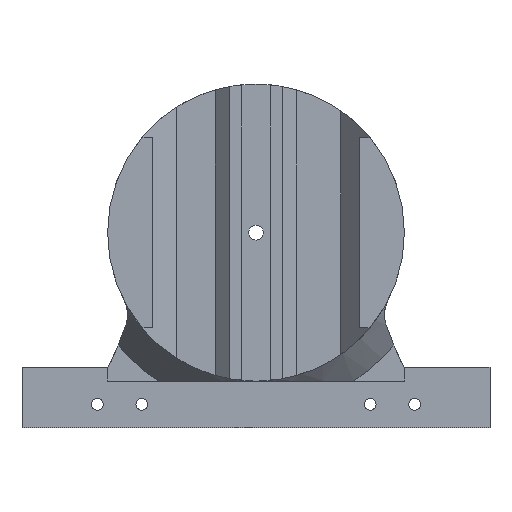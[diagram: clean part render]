
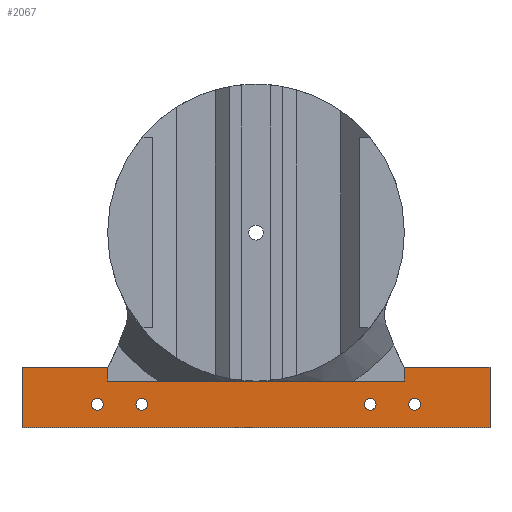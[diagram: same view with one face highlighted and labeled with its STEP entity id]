
A CAD part, front view. The second image highlights one B-rep face of the part: STEP entity #2067.
In plain terms, the highlighted planar face has unit normal (0, -1, 0).
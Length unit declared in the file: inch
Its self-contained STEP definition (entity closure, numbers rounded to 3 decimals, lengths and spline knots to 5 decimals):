
#27 = ORIENTED_EDGE ( 'NONE', *, *, #118, .T. ) ;
#40 = DIRECTION ( 'NONE',  ( 1., 0., 0. ) ) ;
#54 = DIRECTION ( 'NONE',  ( 0., 1., 0. ) ) ;
#92 = CARTESIAN_POINT ( 'NONE',  ( 0., 2.8937, 0. ) ) ;
#101 = VECTOR ( 'NONE', #108, 39.37008 ) ;
#104 = CIRCLE ( 'NONE', #404, 0.09843 ) ;
#108 = DIRECTION ( 'NONE',  ( -1., 0., 0. ) ) ;
#118 = EDGE_CURVE ( 'NONE', #2100, #1648, #2115, .T. ) ;
#139 = AXIS2_PLACEMENT_3D ( 'NONE', #300, #1225, #2381 ) ;
#184 = EDGE_CURVE ( 'NONE', #2363, #581, #888, .T. ) ;
#185 = CARTESIAN_POINT ( 'NONE',  ( 2.67309, 2.8937, -2.79528 ) ) ;
#208 = CARTESIAN_POINT ( 'NONE',  ( 3.94095, 2.8937, -2.5 ) ) ;
#209 = VERTEX_POINT ( 'NONE', #693 ) ;
#212 = CIRCLE ( 'NONE', #839, 0.09843 ) ;
#232 = FACE_BOUND ( 'NONE', #1671, .T. ) ;
#237 = ORIENTED_EDGE ( 'NONE', *, *, #833, .F. ) ;
#274 = VERTEX_POINT ( 'NONE', #1407 ) ;
#278 = DIRECTION ( 'NONE',  ( 0., 1., 0. ) ) ;
#290 = CARTESIAN_POINT ( 'NONE',  ( -1.92309, 2.8937, -2.99213 ) ) ;
#292 = DIRECTION ( 'NONE',  ( 0., 0., 1. ) ) ;
#295 = VECTOR ( 'NONE', #1114, 39.37008 ) ;
#300 = CARTESIAN_POINT ( 'NONE',  ( -1.92309, 2.8937, -2.8937 ) ) ;
#311 = CARTESIAN_POINT ( 'NONE',  ( 1.92309, 2.8937, -2.8937 ) ) ;
#328 = CIRCLE ( 'NONE', #139, 0.09843 ) ;
#337 = DIRECTION ( 'NONE',  ( 0., 1., 0. ) ) ;
#350 = DIRECTION ( 'NONE',  ( 0., 0., -1. ) ) ;
#404 = AXIS2_PLACEMENT_3D ( 'NONE', #1040, #278, #882 ) ;
#436 = FACE_BOUND ( 'NONE', #1921, .T. ) ;
#446 = DIRECTION ( 'NONE',  ( 0., 0., -1. ) ) ;
#449 = CARTESIAN_POINT ( 'NONE',  ( -2.49419, 2.8937, -2.27 ) ) ;
#483 = AXIS2_PLACEMENT_3D ( 'NONE', #92, #1909, #1936 ) ;
#488 = CARTESIAN_POINT ( 'NONE',  ( -3.94095, 2.8937, -2.27 ) ) ;
#503 = DIRECTION ( 'NONE',  ( 0., 0., -1. ) ) ;
#509 = AXIS2_PLACEMENT_3D ( 'NONE', #1082, #1461, #350 ) ;
#581 = VERTEX_POINT ( 'NONE', #2180 ) ;
#585 = EDGE_CURVE ( 'NONE', #1706, #1419, #894, .T. ) ;
#616 = VECTOR ( 'NONE', #503, 39.37008 ) ;
#617 = CARTESIAN_POINT ( 'NONE',  ( 2.67309, 2.8937, -2.8937 ) ) ;
#628 = CARTESIAN_POINT ( 'NONE',  ( 0., 2.8937, -2.27 ) ) ;
#670 = VERTEX_POINT ( 'NONE', #1296 ) ;
#693 = CARTESIAN_POINT ( 'NONE',  ( 2.67309, 2.8937, -2.99213 ) ) ;
#712 = AXIS2_PLACEMENT_3D ( 'NONE', #1597, #1953, #1806 ) ;
#734 = ORIENTED_EDGE ( 'NONE', *, *, #1437, .T. ) ;
#744 = ORIENTED_EDGE ( 'NONE', *, *, #1548, .T. ) ;
#751 = ORIENTED_EDGE ( 'NONE', *, *, #2007, .F. ) ;
#781 = DIRECTION ( 'NONE',  ( -1., 0., 0. ) ) ;
#791 = CARTESIAN_POINT ( 'NONE',  ( 2.67309, 2.8937, -2.8937 ) ) ;
#833 = EDGE_CURVE ( 'NONE', #2211, #1648, #1378, .T. ) ;
#839 = AXIS2_PLACEMENT_3D ( 'NONE', #617, #1716, #1001 ) ;
#853 = DIRECTION ( 'NONE',  ( 0., 1., 0. ) ) ;
#882 = DIRECTION ( 'NONE',  ( 0., 0., -1. ) ) ;
#888 = LINE ( 'NONE', #1790, #616 ) ;
#894 = CIRCLE ( 'NONE', #2264, 0.09843 ) ;
#961 = DIRECTION ( 'NONE',  ( 0., 0., 1. ) ) ;
#973 = CARTESIAN_POINT ( 'NONE',  ( -2.49419, 2.8937, -2.25 ) ) ;
#978 = EDGE_LOOP ( 'NONE', ( #1982, #1834 ) ) ;
#1001 = DIRECTION ( 'NONE',  ( 0., 0., 1. ) ) ;
#1031 = CARTESIAN_POINT ( 'NONE',  ( 1.92309, 2.8937, -2.99213 ) ) ;
#1040 = CARTESIAN_POINT ( 'NONE',  ( -2.67309, 2.8937, -2.8937 ) ) ;
#1067 = ORIENTED_EDGE ( 'NONE', *, *, #1307, .T. ) ;
#1073 = CARTESIAN_POINT ( 'NONE',  ( -3.94095, 2.8937, -3.2874 ) ) ;
#1082 = CARTESIAN_POINT ( 'NONE',  ( -2.67309, 2.8937, -2.8937 ) ) ;
#1099 = ORIENTED_EDGE ( 'NONE', *, *, #1932, .F. ) ;
#1114 = DIRECTION ( 'NONE',  ( 0., 0., -1. ) ) ;
#1142 = CARTESIAN_POINT ( 'NONE',  ( 0., 2.8937, -2.27 ) ) ;
#1146 = VECTOR ( 'NONE', #781, 39.37008 ) ;
#1148 = VERTEX_POINT ( 'NONE', #1181 ) ;
#1155 = EDGE_CURVE ( 'NONE', #1289, #1148, #2327, .T. ) ;
#1168 = ORIENTED_EDGE ( 'NONE', *, *, #1155, .F. ) ;
#1170 = FACE_OUTER_BOUND ( 'NONE', #1471, .T. ) ;
#1181 = CARTESIAN_POINT ( 'NONE',  ( 3.94095, 2.8937, -3.2874 ) ) ;
#1189 = CARTESIAN_POINT ( 'NONE',  ( -3.94095, 2.8937, -2.27 ) ) ;
#1199 = PLANE ( 'NONE',  #483 ) ;
#1210 = FACE_BOUND ( 'NONE', #2387, .T. ) ;
#1216 = CARTESIAN_POINT ( 'NONE',  ( -2.67309, 2.8937, -2.99213 ) ) ;
#1223 = CARTESIAN_POINT ( 'NONE',  ( 3.94095, 2.8937, -2.27 ) ) ;
#1225 = DIRECTION ( 'NONE',  ( 0., 1., 0. ) ) ;
#1266 = CARTESIAN_POINT ( 'NONE',  ( 3.94095, 2.8937, -2.27 ) ) ;
#1283 = ORIENTED_EDGE ( 'NONE', *, *, #1578, .T. ) ;
#1287 = EDGE_CURVE ( 'NONE', #1638, #670, #1957, .T. ) ;
#1289 = VERTEX_POINT ( 'NONE', #1266 ) ;
#1296 = CARTESIAN_POINT ( 'NONE',  ( -2.67309, 2.8937, -2.79528 ) ) ;
#1304 = ORIENTED_EDGE ( 'NONE', *, *, #1968, .F. ) ;
#1307 = EDGE_CURVE ( 'NONE', #1419, #1706, #1415, .T. ) ;
#1357 = LINE ( 'NONE', #1142, #1146 ) ;
#1378 = LINE ( 'NONE', #1189, #1857 ) ;
#1388 = CIRCLE ( 'NONE', #712, 0.09843 ) ;
#1407 = CARTESIAN_POINT ( 'NONE',  ( -2.49419, 2.8937, -2.5 ) ) ;
#1415 = CIRCLE ( 'NONE', #2074, 0.09843 ) ;
#1419 = VERTEX_POINT ( 'NONE', #1489 ) ;
#1428 = CARTESIAN_POINT ( 'NONE',  ( 1.92309, 2.8937, -2.8937 ) ) ;
#1437 = EDGE_CURVE ( 'NONE', #1289, #2363, #1357, .T. ) ;
#1461 = DIRECTION ( 'NONE',  ( 0., 1., 0. ) ) ;
#1469 = LINE ( 'NONE', #2410, #1501 ) ;
#1471 = EDGE_LOOP ( 'NONE', ( #1168, #734, #1940, #751, #1304, #27, #237, #1099 ) ) ;
#1488 = ORIENTED_EDGE ( 'NONE', *, *, #585, .T. ) ;
#1489 = CARTESIAN_POINT ( 'NONE',  ( 1.92309, 2.8937, -2.79528 ) ) ;
#1492 = CARTESIAN_POINT ( 'NONE',  ( 2.49419, 2.8937, -2.27 ) ) ;
#1501 = VECTOR ( 'NONE', #1898, 39.37008 ) ;
#1548 = EDGE_CURVE ( 'NONE', #1812, #209, #212, .T. ) ;
#1551 = FACE_BOUND ( 'NONE', #978, .T. ) ;
#1567 = EDGE_CURVE ( 'NONE', #209, #1812, #2185, .T. ) ;
#1578 = EDGE_CURVE ( 'NONE', #670, #1638, #104, .T. ) ;
#1597 = CARTESIAN_POINT ( 'NONE',  ( -1.92309, 2.8937, -2.8937 ) ) ;
#1618 = EDGE_CURVE ( 'NONE', #2010, #2162, #1388, .T. ) ;
#1638 = VERTEX_POINT ( 'NONE', #1216 ) ;
#1648 = VERTEX_POINT ( 'NONE', #488 ) ;
#1671 = EDGE_LOOP ( 'NONE', ( #744, #1846 ) ) ;
#1690 = LINE ( 'NONE', #208, #2123 ) ;
#1706 = VERTEX_POINT ( 'NONE', #1031 ) ;
#1716 = DIRECTION ( 'NONE',  ( 0., 1., 0. ) ) ;
#1790 = CARTESIAN_POINT ( 'NONE',  ( 2.49419, 2.8937, -2.25 ) ) ;
#1806 = DIRECTION ( 'NONE',  ( 0., 0., -1. ) ) ;
#1812 = VERTEX_POINT ( 'NONE', #185 ) ;
#1834 = ORIENTED_EDGE ( 'NONE', *, *, #2225, .T. ) ;
#1836 = DIRECTION ( 'NONE',  ( 0., 0., 1. ) ) ;
#1846 = ORIENTED_EDGE ( 'NONE', *, *, #1567, .T. ) ;
#1857 = VECTOR ( 'NONE', #2136, 39.37008 ) ;
#1898 = DIRECTION ( 'NONE',  ( -1., 0., 0. ) ) ;
#1909 = DIRECTION ( 'NONE',  ( 0., 1., 0. ) ) ;
#1921 = EDGE_LOOP ( 'NONE', ( #1283, #2063 ) ) ;
#1932 = EDGE_CURVE ( 'NONE', #1148, #2211, #1469, .T. ) ;
#1936 = DIRECTION ( 'NONE',  ( 0., 0., 1. ) ) ;
#1940 = ORIENTED_EDGE ( 'NONE', *, *, #184, .T. ) ;
#1953 = DIRECTION ( 'NONE',  ( 0., 1., 0. ) ) ;
#1957 = CIRCLE ( 'NONE', #509, 0.09843 ) ;
#1968 = EDGE_CURVE ( 'NONE', #2100, #274, #2036, .T. ) ;
#1982 = ORIENTED_EDGE ( 'NONE', *, *, #1618, .T. ) ;
#2007 = EDGE_CURVE ( 'NONE', #274, #581, #1690, .T. ) ;
#2010 = VERTEX_POINT ( 'NONE', #2239 ) ;
#2036 = LINE ( 'NONE', #973, #295 ) ;
#2063 = ORIENTED_EDGE ( 'NONE', *, *, #1287, .T. ) ;
#2067 = ADVANCED_FACE ( 'NONE', ( #232, #436, #1551, #1210, #1170 ), #1199, .F. ) ;
#2074 = AXIS2_PLACEMENT_3D ( 'NONE', #1428, #337, #1836 ) ;
#2100 = VERTEX_POINT ( 'NONE', #449 ) ;
#2115 = LINE ( 'NONE', #628, #101 ) ;
#2123 = VECTOR ( 'NONE', #40, 39.37008 ) ;
#2136 = DIRECTION ( 'NONE',  ( 0., 0., 1. ) ) ;
#2150 = VECTOR ( 'NONE', #446, 39.37008 ) ;
#2162 = VERTEX_POINT ( 'NONE', #290 ) ;
#2180 = CARTESIAN_POINT ( 'NONE',  ( 2.49419, 2.8937, -2.5 ) ) ;
#2185 = CIRCLE ( 'NONE', #2385, 0.09843 ) ;
#2211 = VERTEX_POINT ( 'NONE', #1073 ) ;
#2225 = EDGE_CURVE ( 'NONE', #2162, #2010, #328, .T. ) ;
#2239 = CARTESIAN_POINT ( 'NONE',  ( -1.92309, 2.8937, -2.79528 ) ) ;
#2264 = AXIS2_PLACEMENT_3D ( 'NONE', #311, #853, #292 ) ;
#2327 = LINE ( 'NONE', #1223, #2150 ) ;
#2363 = VERTEX_POINT ( 'NONE', #1492 ) ;
#2381 = DIRECTION ( 'NONE',  ( 0., 0., -1. ) ) ;
#2385 = AXIS2_PLACEMENT_3D ( 'NONE', #791, #54, #961 ) ;
#2387 = EDGE_LOOP ( 'NONE', ( #1067, #1488 ) ) ;
#2410 = CARTESIAN_POINT ( 'NONE',  ( 3.94095, 2.8937, -3.2874 ) ) ;
